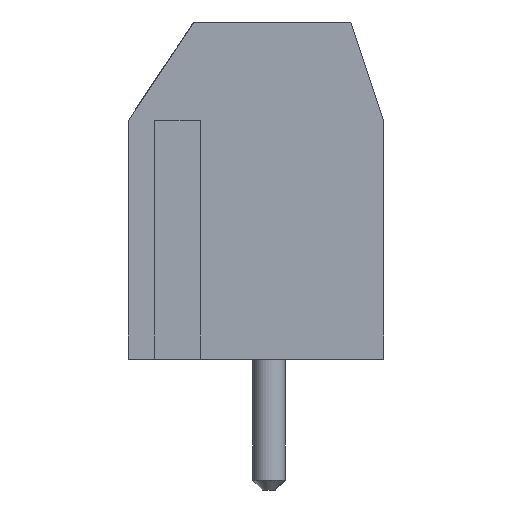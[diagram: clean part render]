
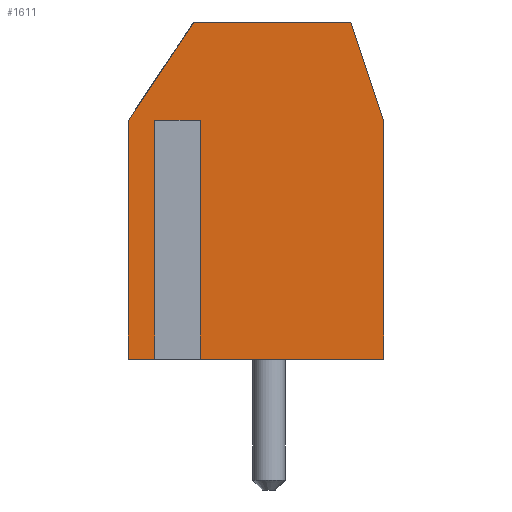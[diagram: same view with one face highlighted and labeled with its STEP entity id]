
A CAD part, left-side view. The second image highlights one B-rep face of the part: STEP entity #1611.
In plain terms, the highlighted planar face has unit normal (-1, 0, 0).
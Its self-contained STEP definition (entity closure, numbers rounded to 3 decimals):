
#608 = VERTEX_POINT('',#609);
#609 = CARTESIAN_POINT('',(-2.5,-3.5,7.299));
#615 = EDGE_CURVE('',#616,#608,#618,.T.);
#616 = VERTEX_POINT('',#617);
#617 = CARTESIAN_POINT('',(-2.5,-3.5,-0.001)
  );
#618 = LINE('',#619,#620);
#619 = CARTESIAN_POINT('',(-2.5,-3.5,-0.001
    ));
#620 = VECTOR('',#621,1.);
#621 = DIRECTION('',(0.,0.,1.));
#904 = EDGE_CURVE('',#905,#616,#907,.T.);
#905 = VERTEX_POINT('',#906);
#906 = CARTESIAN_POINT('',(-2.5,2.331,
    -0.001));
#907 = LINE('',#908,#909);
#908 = CARTESIAN_POINT('',(-2.5,4.3,-0.001)
  );
#909 = VECTOR('',#910,1.);
#910 = DIRECTION('',(0.,-1.,0.));
#929 = VERTEX_POINT('',#930);
#930 = CARTESIAN_POINT('',(-2.5,3.269,
    -0.001));
#936 = EDGE_CURVE('',#937,#929,#939,.T.);
#937 = VERTEX_POINT('',#938);
#938 = CARTESIAN_POINT('',(-2.5,4.3,-0.001)
  );
#939 = LINE('',#940,#941);
#940 = CARTESIAN_POINT('',(-2.5,4.3,-0.001)
  );
#941 = VECTOR('',#942,1.);
#942 = DIRECTION('',(0.,-1.,0.));
#1593 = VERTEX_POINT('',#1594);
#1594 = CARTESIAN_POINT('',(-2.5,-2.5,10.299));
#1600 = EDGE_CURVE('',#608,#1593,#1601,.T.);
#1601 = LINE('',#1602,#1603);
#1602 = CARTESIAN_POINT('',(-2.5,-3.5,7.299));
#1603 = VECTOR('',#1604,1.);
#1604 = DIRECTION('',(0.,0.316,0.949));
#1611 = ADVANCED_FACE('',(#1612),#1662,.T.);
#1612 = FACE_BOUND('',#1613,.T.);
#1613 = EDGE_LOOP('',(#1614,#1622,#1630,#1636,#1637,#1638,#1639,#1647,
    #1655,#1661));
#1614 = ORIENTED_EDGE('',*,*,#1615,.F.);
#1615 = EDGE_CURVE('',#1616,#929,#1618,.T.);
#1616 = VERTEX_POINT('',#1617);
#1617 = CARTESIAN_POINT('',(-2.5,3.269,
    7.299));
#1618 = LINE('',#1619,#1620);
#1619 = CARTESIAN_POINT('',(-2.5,3.269,
    7.299));
#1620 = VECTOR('',#1621,1.);
#1621 = DIRECTION('',(0.,0.,-1.));
#1622 = ORIENTED_EDGE('',*,*,#1623,.T.);
#1623 = EDGE_CURVE('',#1616,#1624,#1626,.T.);
#1624 = VERTEX_POINT('',#1625);
#1625 = CARTESIAN_POINT('',(-2.5,2.331,
    7.299));
#1626 = LINE('',#1627,#1628);
#1627 = CARTESIAN_POINT('',(-2.5,3.269,
    7.299));
#1628 = VECTOR('',#1629,1.);
#1629 = DIRECTION('',(0.,-1.,0.));
#1630 = ORIENTED_EDGE('',*,*,#1631,.T.);
#1631 = EDGE_CURVE('',#1624,#905,#1632,.T.);
#1632 = LINE('',#1633,#1634);
#1633 = CARTESIAN_POINT('',(-2.5,2.331,
    7.299));
#1634 = VECTOR('',#1635,1.);
#1635 = DIRECTION('',(0.,0.,-1.));
#1636 = ORIENTED_EDGE('',*,*,#904,.T.);
#1637 = ORIENTED_EDGE('',*,*,#615,.T.);
#1638 = ORIENTED_EDGE('',*,*,#1600,.T.);
#1639 = ORIENTED_EDGE('',*,*,#1640,.T.);
#1640 = EDGE_CURVE('',#1593,#1641,#1643,.T.);
#1641 = VERTEX_POINT('',#1642);
#1642 = CARTESIAN_POINT('',(-2.5,2.3,10.299));
#1643 = LINE('',#1644,#1645);
#1644 = CARTESIAN_POINT('',(-2.5,-2.5,10.299));
#1645 = VECTOR('',#1646,1.);
#1646 = DIRECTION('',(0.,1.,0.));
#1647 = ORIENTED_EDGE('',*,*,#1648,.T.);
#1648 = EDGE_CURVE('',#1641,#1649,#1651,.T.);
#1649 = VERTEX_POINT('',#1650);
#1650 = CARTESIAN_POINT('',(-2.5,4.3,7.299));
#1651 = LINE('',#1652,#1653);
#1652 = CARTESIAN_POINT('',(-2.5,2.3,10.299));
#1653 = VECTOR('',#1654,1.);
#1654 = DIRECTION('',(0.,0.555,-0.832));
#1655 = ORIENTED_EDGE('',*,*,#1656,.T.);
#1656 = EDGE_CURVE('',#1649,#937,#1657,.T.);
#1657 = LINE('',#1658,#1659);
#1658 = CARTESIAN_POINT('',(-2.5,4.3,7.299));
#1659 = VECTOR('',#1660,1.);
#1660 = DIRECTION('',(0.,0.,-1.));
#1661 = ORIENTED_EDGE('',*,*,#936,.T.);
#1662 = PLANE('',#1663);
#1663 = AXIS2_PLACEMENT_3D('',#1664,#1665,#1666);
#1664 = CARTESIAN_POINT('',(-2.5,0.4,1.332));
#1665 = DIRECTION('',(-1.,0.,0.));
#1666 = DIRECTION('',(0.,-1.,0.));
